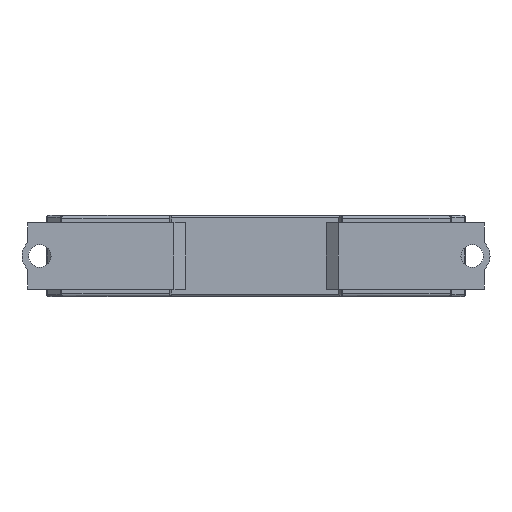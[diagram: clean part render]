
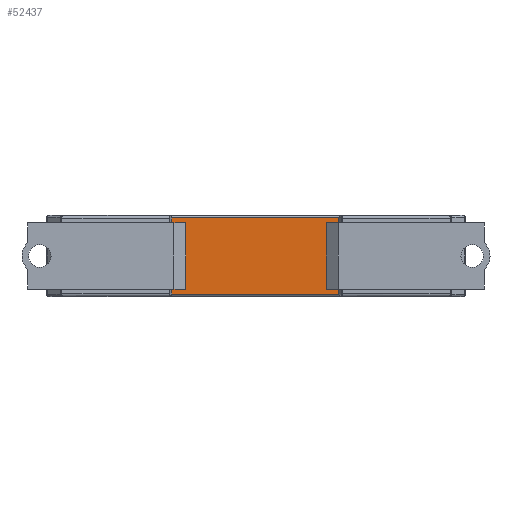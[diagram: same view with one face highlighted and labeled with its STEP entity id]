
A CAD part, front view. The second image highlights one B-rep face of the part: STEP entity #52437.
In plain terms, the highlighted planar face has unit normal (0, -1, 0).
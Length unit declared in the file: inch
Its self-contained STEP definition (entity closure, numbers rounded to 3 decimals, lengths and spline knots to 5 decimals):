
#37 = VECTOR ( 'NONE', #76612, 39.37008 ) ;
#313 = VECTOR ( 'NONE', #71536, 39.37008 ) ;
#2312 = LINE ( 'NONE', #20821, #313 ) ;
#3608 = ORIENTED_EDGE ( 'NONE', *, *, #20239, .F. ) ;
#5701 = CARTESIAN_POINT ( 'NONE',  ( 0.70069, -1.14326, 0.02749 ) ) ;
#6560 = VERTEX_POINT ( 'NONE', #62185 ) ;
#7403 = CARTESIAN_POINT ( 'NONE',  ( -0.7125, -1.14326, 0.67234 ) ) ;
#7762 = CARTESIAN_POINT ( 'NONE',  ( -0.7125, -1.14326, 0.02758 ) ) ;
#8013 = EDGE_CURVE ( 'NONE', #65136, #73465, #16347, .T. ) ;
#9340 = AXIS2_PLACEMENT_3D ( 'NONE', #69882, #32004, #76229 ) ;
#12929 = CARTESIAN_POINT ( 'NONE',  ( 0.70069, -1.14326, 0.67225 ) ) ;
#13729 = CARTESIAN_POINT ( 'NONE',  ( 0.70069, -1.14326, 0.7 ) ) ;
#14026 = EDGE_CURVE ( 'NONE', #16310, #74830, #42802, .T. ) ;
#14228 = CARTESIAN_POINT ( 'NONE',  ( -0.7125, -1.14326, 0.02766 ) ) ;
#15308 = CARTESIAN_POINT ( 'NONE',  ( 0.70069, -1.14326, 0.67251 ) ) ;
#16310 = VERTEX_POINT ( 'NONE', #12929 ) ;
#16347 = B_SPLINE_CURVE_WITH_KNOTS ( 'NONE', 3,
 ( #58727, #14228, #7762, #20765 ),
 .UNSPECIFIED., .F., .F.,
 ( 4, 4 ),
 ( 0., 0.00001 ),
 .UNSPECIFIED. ) ;
#18835 = PLANE ( 'NONE',  #9340 ) ;
#20239 = EDGE_CURVE ( 'NONE', #16310, #45698, #33801, .T. ) ;
#20765 = CARTESIAN_POINT ( 'NONE',  ( -0.7125, -1.14326, 0.02749 ) ) ;
#20821 = CARTESIAN_POINT ( 'NONE',  ( -0.7125, -1.14326, 0.7 ) ) ;
#21594 = VERTEX_POINT ( 'NONE', #50209 ) ;
#22341 = EDGE_CURVE ( 'NONE', #21594, #45698, #45713, .T. ) ;
#25077 = CARTESIAN_POINT ( 'NONE',  ( 0.70069, -1.14326, 0.02766 ) ) ;
#26522 = CARTESIAN_POINT ( 'NONE',  ( -0.7125, -1.14326, 0.67251 ) ) ;
#27607 = DIRECTION ( 'NONE',  ( -1., 0., 0. ) ) ;
#30226 = ORIENTED_EDGE ( 'NONE', *, *, #35316, .T. ) ;
#32004 = DIRECTION ( 'NONE',  ( 0., -1., 0. ) ) ;
#32123 = EDGE_LOOP ( 'NONE', ( #50758, #43050, #30226, #53316, #32610, #80694, #76905, #3608 ) ) ;
#32352 = VERTEX_POINT ( 'NONE', #42807 ) ;
#32610 = ORIENTED_EDGE ( 'NONE', *, *, #8013, .T. ) ;
#32965 = CARTESIAN_POINT ( 'NONE',  ( -0.7125, -1.14326, 0.67242 ) ) ;
#33324 = CARTESIAN_POINT ( 'NONE',  ( 0.70069, -1.14326, 0.67225 ) ) ;
#33801 = LINE ( 'NONE', #13729, #67381 ) ;
#35316 = EDGE_CURVE ( 'NONE', #6560, #32352, #54648, .T. ) ;
#36598 = EDGE_CURVE ( 'NONE', #73465, #21594, #65771, .T. ) ;
#37384 = CARTESIAN_POINT ( 'NONE',  ( 0.70069, -1.14326, 0.02775 ) ) ;
#39611 = LINE ( 'NONE', #76891, #54418 ) ;
#39981 = CARTESIAN_POINT ( 'NONE',  ( -0.7125, -1.14326, 0.02749 ) ) ;
#40734 = CARTESIAN_POINT ( 'NONE',  ( 0.70069, -1.14326, 0.67234 ) ) ;
#42802 = B_SPLINE_CURVE_WITH_KNOTS ( 'NONE', 3,
 ( #33324, #40734, #53429, #15308 ),
 .UNSPECIFIED., .F., .F.,
 ( 4, 4 ),
 ( 0., 0.00001 ),
 .UNSPECIFIED. ) ;
#42807 = CARTESIAN_POINT ( 'NONE',  ( -0.7125, -1.14326, 0.67225 ) ) ;
#43050 = ORIENTED_EDGE ( 'NONE', *, *, #65297, .T. ) ;
#45322 = CARTESIAN_POINT ( 'NONE',  ( 0., -1.14326, 0.02749 ) ) ;
#45698 = VERTEX_POINT ( 'NONE', #37384 ) ;
#45713 = B_SPLINE_CURVE_WITH_KNOTS ( 'NONE', 3,
 ( #5701, #56101, #25077, #69407 ),
 .UNSPECIFIED., .F., .F.,
 ( 4, 4 ),
 ( 0., 0.00001 ),
 .UNSPECIFIED. ) ;
#50209 = CARTESIAN_POINT ( 'NONE',  ( 0.70069, -1.14326, 0.02749 ) ) ;
#50590 = CARTESIAN_POINT ( 'NONE',  ( -0.7125, -1.14326, 0.02775 ) ) ;
#50758 = ORIENTED_EDGE ( 'NONE', *, *, #14026, .T. ) ;
#51981 = CARTESIAN_POINT ( 'NONE',  ( -0.7125, -1.14326, 0.67225 ) ) ;
#52437 = ADVANCED_FACE ( 'NONE', ( #71813 ), #18835, .T. ) ;
#53316 = ORIENTED_EDGE ( 'NONE', *, *, #70057, .T. ) ;
#53429 = CARTESIAN_POINT ( 'NONE',  ( 0.70069, -1.14326, 0.67242 ) ) ;
#54418 = VECTOR ( 'NONE', #27607, 39.37008 ) ;
#54648 = B_SPLINE_CURVE_WITH_KNOTS ( 'NONE', 3,
 ( #26522, #32965, #7403, #51981 ),
 .UNSPECIFIED., .F., .F.,
 ( 4, 4 ),
 ( 0., 0.00001 ),
 .UNSPECIFIED. ) ;
#56101 = CARTESIAN_POINT ( 'NONE',  ( 0.70069, -1.14326, 0.02758 ) ) ;
#58233 = DIRECTION ( 'NONE',  ( 0., 0., -1. ) ) ;
#58727 = CARTESIAN_POINT ( 'NONE',  ( -0.7125, -1.14326, 0.02775 ) ) ;
#59880 = CARTESIAN_POINT ( 'NONE',  ( 0.70069, -1.14326, 0.67251 ) ) ;
#62185 = CARTESIAN_POINT ( 'NONE',  ( -0.7125, -1.14326, 0.67251 ) ) ;
#65136 = VERTEX_POINT ( 'NONE', #50590 ) ;
#65297 = EDGE_CURVE ( 'NONE', #74830, #6560, #39611, .T. ) ;
#65771 = LINE ( 'NONE', #45322, #37 ) ;
#67381 = VECTOR ( 'NONE', #58233, 39.37008 ) ;
#69407 = CARTESIAN_POINT ( 'NONE',  ( 0.70069, -1.14326, 0.02775 ) ) ;
#69882 = CARTESIAN_POINT ( 'NONE',  ( 0., -1.14326, 0.7 ) ) ;
#70057 = EDGE_CURVE ( 'NONE', #32352, #65136, #2312, .T. ) ;
#71536 = DIRECTION ( 'NONE',  ( 0., 0., -1. ) ) ;
#71813 = FACE_OUTER_BOUND ( 'NONE', #32123, .T. ) ;
#73465 = VERTEX_POINT ( 'NONE', #39981 ) ;
#74830 = VERTEX_POINT ( 'NONE', #59880 ) ;
#76229 = DIRECTION ( 'NONE',  ( 1., 0., 0. ) ) ;
#76612 = DIRECTION ( 'NONE',  ( 1., 0., 0. ) ) ;
#76891 = CARTESIAN_POINT ( 'NONE',  ( -0.7125, -1.14326, 0.67251 ) ) ;
#76905 = ORIENTED_EDGE ( 'NONE', *, *, #22341, .T. ) ;
#80694 = ORIENTED_EDGE ( 'NONE', *, *, #36598, .T. ) ;
